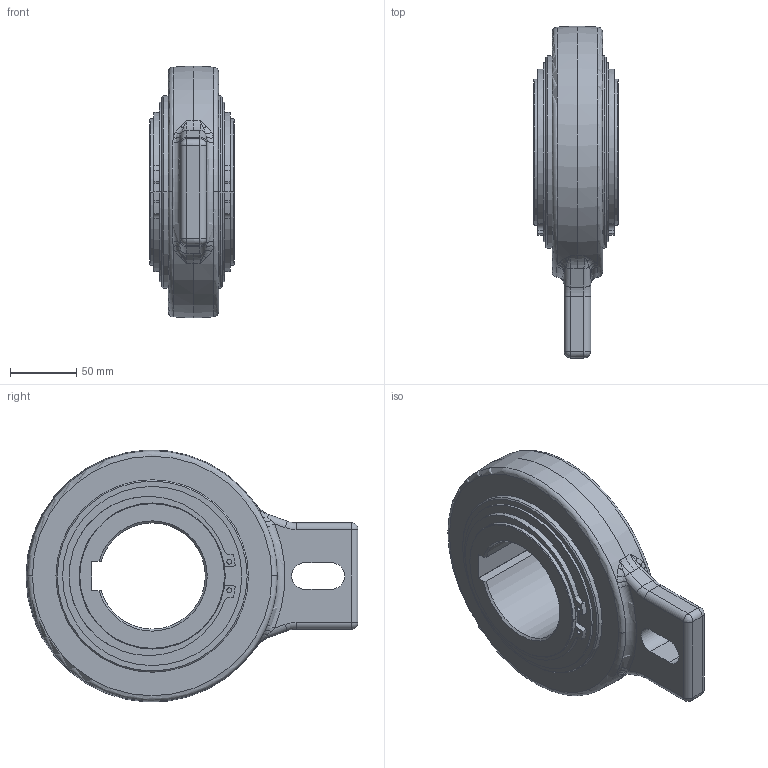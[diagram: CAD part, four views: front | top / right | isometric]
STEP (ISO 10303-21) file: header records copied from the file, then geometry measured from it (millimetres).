
FILE_DESCRIPTION((''),'2;1');
FILE_NAME('FREILAUF_AV80_ASM','2025-05-06T11:04:01',('Administrator'),(''),'CREO PARAMETRIC BY PTC INC, 2020184','CREO PARAMETRIC BY PTC INC, 2020184','');
FILE_SCHEMA(('AUTOMOTIVE_DESIGN { 1 0 10303 214 1 1 1 1 }'));
Length unit declared in the file: millimetre
Products named in the file (14): A-RING_AV80_NICO_1; LAGERSCHEIBE_AV80_NICO_1; STERN_AV80_NICO_1; DRUCKBOLZEN_AS8_1; DRUCKFEDER_AS8_5_1; ANFED_KPL_AS8_6_AS8_5_ASM_1_ASM; ROLLE_10X25_DIN5402_HD_1; FK3_IS_110_NICO_1; FK3_AS_110_NICO_1; ISK110_NICO_ASM_1_ASM; DIN471_110X4_M_1; SCHEIBE_AV80_NICO_1; FREILAUF_AV80_NICO_ASM_1_ASM; FREILAUF_AV80_ASM
Assembly tree (30 placements, depth 4):
  FREILAUF_AV80_ASM
    FREILAUF_AV80_NICO_ASM_1_ASM
      A-RING_AV80_NICO_1
      LAGERSCHEIBE_AV80_NICO_1  x2
      STERN_AV80_NICO_1
      ANFED_KPL_AS8_6_AS8_5_ASM_1_ASM  x8
        DRUCKBOLZEN_AS8_1
        DRUCKFEDER_AS8_5_1
      ROLLE_10X25_DIN5402_HD_1  x4
      ISK110_NICO_ASM_1_ASM  x2
        FK3_IS_110_NICO_1
        FK3_AS_110_NICO_1
      DIN471_110X4_M_1  x2
      SCHEIBE_AV80_NICO_1  x2
Bounding box: 64 x 250 x 189.8 mm (x, y, z)
Volume: 1065146.4 mm3; surface area: 255237.7 mm2
Topology: 38 solids, 38 shells, 506 faces, 1298 edges, 869 vertices
Faces by surface type: cylinder 161, plane 145, cone 82, bspline 68, torus 46, sphere 4
Entity records: 11117 total; most frequent: CARTESIAN_POINT 4000, DIRECTION 1422, ORIENTED_EDGE 1266, EDGE_CURVE 633, AXIS2_PLACEMENT_3D 607, VERTEX_POINT 422, CIRCLE 305, EDGE_LOOP 267
